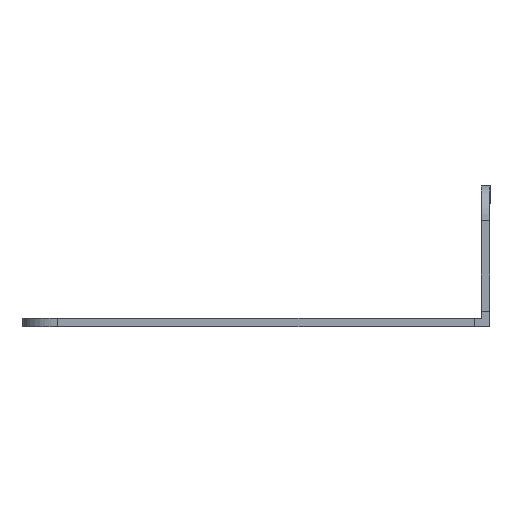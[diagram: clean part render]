
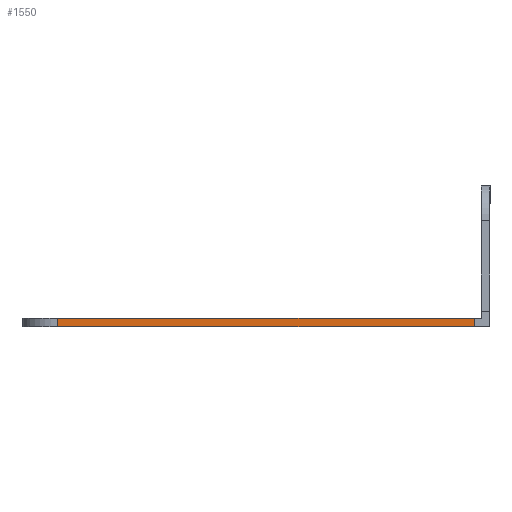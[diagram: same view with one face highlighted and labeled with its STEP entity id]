
A CAD part, left-side view. The second image highlights one B-rep face of the part: STEP entity #1550.
In plain terms, the highlighted planar face has unit normal (-1, 0, 0).
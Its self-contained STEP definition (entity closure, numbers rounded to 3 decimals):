
#8 = LINE ( 'NONE', #1862, #2412 ) ;
#15 = EDGE_LOOP ( 'NONE', ( #2644, #2402, #567, #3024 ) ) ;
#141 = VECTOR ( 'NONE', #2694, 1000. ) ;
#298 = VERTEX_POINT ( 'NONE', #1980 ) ;
#421 = CARTESIAN_POINT ( 'NONE',  ( -136.5, 31.9, -1.2 ) ) ;
#478 = EDGE_CURVE ( 'NONE', #298, #3193, #2318, .T. ) ;
#567 = ORIENTED_EDGE ( 'NONE', *, *, #780, .T. ) ;
#757 = CARTESIAN_POINT ( 'NONE',  ( -136.5, 31.9, -1.2 ) ) ;
#780 = EDGE_CURVE ( 'NONE', #1287, #298, #3240, .T. ) ;
#1142 = VERTEX_POINT ( 'NONE', #3259 ) ;
#1287 = VERTEX_POINT ( 'NONE', #2214 ) ;
#1550 = ADVANCED_FACE ( 'NONE', ( #3098 ), #3125, .T. ) ;
#1603 = DIRECTION ( 'NONE',  ( 0., 0., 1. ) ) ;
#1862 = CARTESIAN_POINT ( 'NONE',  ( -136.5, 26.9, -1.2 ) ) ;
#1980 = CARTESIAN_POINT ( 'NONE',  ( -136.5, -31.9, -1.2 ) ) ;
#2069 = VECTOR ( 'NONE', #2897, 1000. ) ;
#2214 = CARTESIAN_POINT ( 'NONE',  ( -136.5, 26.9, -1.2 ) ) ;
#2318 = LINE ( 'NONE', #2397, #3334 ) ;
#2324 = LINE ( 'NONE', #3477, #141 ) ;
#2354 = DIRECTION ( 'NONE',  ( -1., 0., 0. ) ) ;
#2392 = AXIS2_PLACEMENT_3D ( 'NONE', #757, #2354, #3415 ) ;
#2397 = CARTESIAN_POINT ( 'NONE',  ( -136.5, -31.9, -1.2 ) ) ;
#2402 = ORIENTED_EDGE ( 'NONE', *, *, #2544, .T. ) ;
#2412 = VECTOR ( 'NONE', #2881, 1000. ) ;
#2422 = CARTESIAN_POINT ( 'NONE',  ( -136.5, -31.9, 0. ) ) ;
#2544 = EDGE_CURVE ( 'NONE', #1142, #1287, #8, .T. ) ;
#2644 = ORIENTED_EDGE ( 'NONE', *, *, #2708, .F. ) ;
#2694 = DIRECTION ( 'NONE',  ( 0., -1., 0. ) ) ;
#2708 = EDGE_CURVE ( 'NONE', #1142, #3193, #2324, .T. ) ;
#2881 = DIRECTION ( 'NONE',  ( 0., 0., -1. ) ) ;
#2897 = DIRECTION ( 'NONE',  ( 0., -1., 0. ) ) ;
#3024 = ORIENTED_EDGE ( 'NONE', *, *, #478, .T. ) ;
#3098 = FACE_OUTER_BOUND ( 'NONE', #15, .T. ) ;
#3125 = PLANE ( 'NONE',  #2392 ) ;
#3193 = VERTEX_POINT ( 'NONE', #2422 ) ;
#3240 = LINE ( 'NONE', #421, #2069 ) ;
#3259 = CARTESIAN_POINT ( 'NONE',  ( -136.5, 26.9, 0. ) ) ;
#3334 = VECTOR ( 'NONE', #1603, 1000. ) ;
#3415 = DIRECTION ( 'NONE',  ( 0., 0., 1. ) ) ;
#3477 = CARTESIAN_POINT ( 'NONE',  ( -136.5, 31.9, 0. ) ) ;
